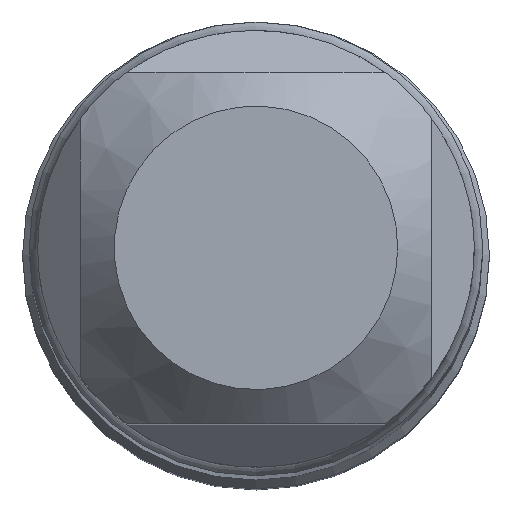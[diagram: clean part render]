
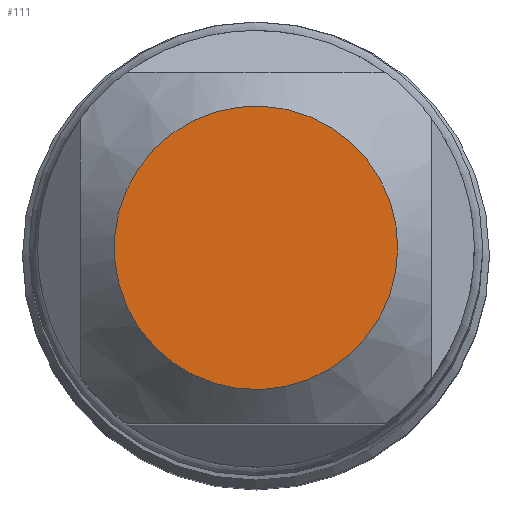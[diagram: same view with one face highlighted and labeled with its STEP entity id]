
A CAD part, top view. The second image highlights one B-rep face of the part: STEP entity #111.
In plain terms, the highlighted planar face has unit normal (0, 0, 1).
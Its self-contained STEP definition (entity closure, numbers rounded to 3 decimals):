
#86=CIRCLE('',#418,2.5);
#111=ADVANCED_FACE('NONE',(#147),#135,.T.);
#135=PLANE('',#419);
#147=FACE_OUTER_BOUND('',#159,.T.);
#159=EDGE_LOOP('',(#215));
#215=ORIENTED_EDGE('',*,*,#314,.F.);
#281=VERTEX_POINT('',#654);
#314=EDGE_CURVE('NONE',#281,#281,#86,.T.);
#418=AXIS2_PLACEMENT_3D('',#653,#495,#496);
#419=AXIS2_PLACEMENT_3D('',#655,#497,#498);
#495=DIRECTION('',(0.,0.,-1.));
#496=DIRECTION('',(1.,0.,0.));
#497=DIRECTION('',(0.,0.,1.));
#498=DIRECTION('',(1.,0.,0.));
#653=CARTESIAN_POINT('',(0.,0.,0.));
#654=CARTESIAN_POINT('',(2.5,0.,0.));
#655=CARTESIAN_POINT('',(0.,0.,0.));
